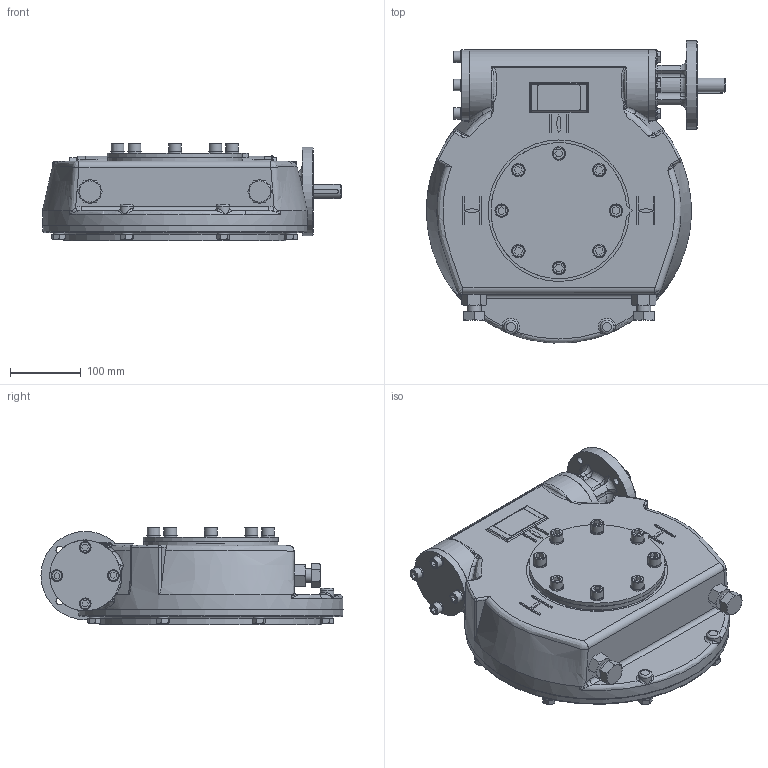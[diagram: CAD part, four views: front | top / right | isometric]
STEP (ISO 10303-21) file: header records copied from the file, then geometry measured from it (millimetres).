
FILE_DESCRIPTION(/* description */ ('Unknown'),/* implementation_level */ '2;1');
FILE_NAME(/* name */ 'PUB-IW63FB-F10-F16',/* time_stamp */ '2016-07-08T10:42:37+01:00',/* author */ ('Unknown'),/* organization */ ('Unknown'),/* preprocessor_version */ 'ST-DEVELOPER v16',/* originating_system */ 'DEX',/* authorisation */ $);
FILE_SCHEMA (('AUTOMOTIVE_DESIGN {1 0 10303 214 3 1 1}'));
Length unit declared in the file: millimetre
Products named in the file (1): PUB-IW63FB-F10-F16
Bounding box: 423.23 x 427.43 x 138.65 mm (x, y, z)
Surface area: 600678.1 mm2 (no closed solid volume)
Topology: 0 solids, 69 shells, 742 faces, 2007 edges, 1327 vertices
Faces by surface type: plane 348, cylinder 141, cone 131, bspline 77, torus 35, sphere 10
Full cylindrical faces by diameter (mm): 10.5 x4, 11 x8, 16 x4, 16.299 x4, 16.6 x12, 18 x8, 19 x10, 20 x3, 21 x4, 30 x1, 30.4 x1, 40.5 x1, 70.05 x1, 100 x2, 125 x1, 130 x1, 190 x1
Entity records: 38205 total; most frequent: CARTESIAN_POINT 19173, ORIENTED_EDGE 3221, DIRECTION 3115, EDGE_CURVE 1829, VERTEX_POINT 1293, AXIS2_PLACEMENT_3D 1236, FACE_BOUND 1027, EDGE_LOOP 1023
